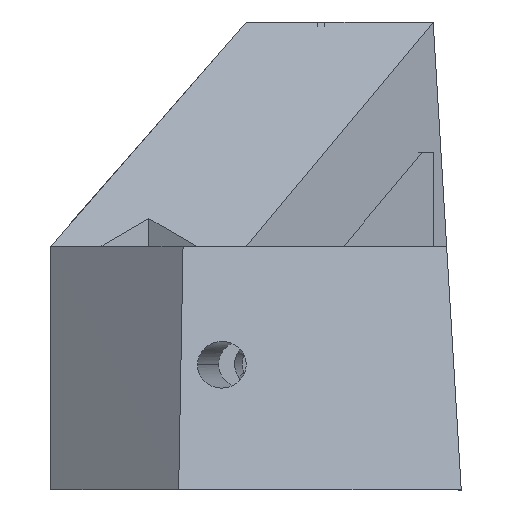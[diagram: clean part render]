
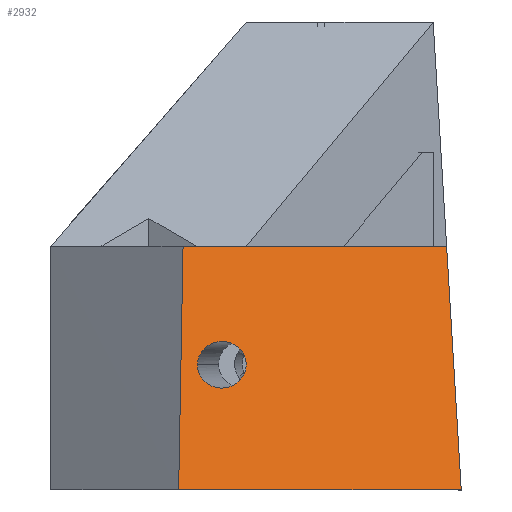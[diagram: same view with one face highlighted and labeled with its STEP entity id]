
A CAD part, left-side view. The second image highlights one B-rep face of the part: STEP entity #2932.
In plain terms, the highlighted planar face has unit normal (-0.89, -0.44, 0.114).
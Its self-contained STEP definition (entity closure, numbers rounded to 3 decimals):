
#54 = VERTEX_POINT ( 'NONE', #3555 ) ;
#109 = ORIENTED_EDGE ( 'NONE', *, *, #3142, .F. ) ;
#545 = VECTOR ( 'NONE', #2575, 1000. ) ;
#582 = EDGE_CURVE ( 'NONE', #3407, #5338, #2375, .T. ) ;
#732 = VERTEX_POINT ( 'NONE', #5081 ) ;
#1159 = CARTESIAN_POINT ( 'NONE',  ( -13.324, 19.35, 8.403 ) ) ;
#1313 = EDGE_CURVE ( 'NONE', #732, #54, #4184, .T. ) ;
#1483 = CARTESIAN_POINT ( 'NONE',  ( -7.891, 6.187, 0. ) ) ;
#1500 = EDGE_CURVE ( 'NONE', #3141, #54, #2297, .T. ) ;
#1567 = VERTEX_POINT ( 'NONE', #4121 ) ;
#1569 = CARTESIAN_POINT ( 'NONE',  ( -1.193, -0.59, 26.1 ) ) ;
#1573 = CARTESIAN_POINT ( 'NONE',  ( -10.077, 14.083, 13.408 ) ) ;
#1581 = CARTESIAN_POINT ( 'NONE',  ( -12.657, 19.298, 13.404 ) ) ;
#1603 = CARTESIAN_POINT ( 'NONE',  ( -15.372, 21.311, 0. ) ) ;
#1795 = CARTESIAN_POINT ( 'NONE',  ( -11.793, 20.841, 26.1 ) ) ;
#1810 = CARTESIAN_POINT ( 'NONE',  ( -4.382, 5.859, 26.1 ) ) ;
#1826 = EDGE_LOOP ( 'NONE', ( #4610, #109 ) ) ;
#1991 = DIRECTION ( 'NONE',  ( 0.443, -0.896, 0. ) ) ;
#2085 = EDGE_CURVE ( 'NONE', #1567, #732, #4676, .T. ) ;
#2180 = DIRECTION ( 'NONE',  ( -0.89, -0.44, 0.114 ) ) ;
#2225 = CARTESIAN_POINT ( 'NONE',  ( 2.104, -7.411, 25.499 ) ) ;
#2279 = ORIENTED_EDGE ( 'NONE', *, *, #1313, .F. ) ;
#2297 = LINE ( 'NONE', #1483, #4832 ) ;
#2356 = EDGE_CURVE ( 'NONE', #3141, #1567, #3506, .T. ) ;
#2375 =( BOUNDED_CURVE ( )  B_SPLINE_CURVE ( 3, ( #5046, #5428, #3745, #3797 ),
 .UNSPECIFIED., .F., .F. ) 
 B_SPLINE_CURVE_WITH_KNOTS ( ( 4, 4 ),
 ( 2.918, 6.06 ),
 .UNSPECIFIED. ) 
 CURVE ( )  GEOMETRIC_REPRESENTATION_ITEM ( )  RATIONAL_B_SPLINE_CURVE ( ( 1., 0.333, 0.333, 1. ) ) 
 REPRESENTATION_ITEM ( '' )  );
#2382 = EDGE_LOOP ( 'NONE', ( #4502, #4410, #4432, #2279 ) ) ;
#2427 = CARTESIAN_POINT ( 'NONE',  ( -15.372, 21.311, 0. ) ) ;
#2575 = DIRECTION ( 'NONE',  ( -0.098, -0.059, -0.993 ) ) ;
#2834 =( BOUNDED_CURVE ( )  B_SPLINE_CURVE ( 3, ( #4158, #1159, #3689, #1573 ),
 .UNSPECIFIED., .F., .F. ) 
 B_SPLINE_CURVE_WITH_KNOTS ( ( 4, 4 ),
 ( 6.06, 9.202 ),
 .UNSPECIFIED. ) 
 CURVE ( )  GEOMETRIC_REPRESENTATION_ITEM ( )  RATIONAL_B_SPLINE_CURVE ( ( 1., 0.333, 0.333, 1. ) ) 
 REPRESENTATION_ITEM ( '' )  );
#2932 = ADVANCED_FACE ( 'NONE', ( #5384, #4066 ), #5177, .T. ) ;
#3141 = VERTEX_POINT ( 'NONE', #1603 ) ;
#3142 = EDGE_CURVE ( 'NONE', #5338, #3407, #2834, .T. ) ;
#3407 = VERTEX_POINT ( 'NONE', #3933 ) ;
#3467 = AXIS2_PLACEMENT_3D ( 'NONE', #1810, #2180, #5214 ) ;
#3506 = B_SPLINE_CURVE_WITH_KNOTS ( 'NONE', 1,
 ( #2427, #1795 ),
 .UNSPECIFIED., .F., .F.,
 ( 2, 2 ),
 ( 0., 0.026 ),
 .UNSPECIFIED. ) ;
#3538 = VECTOR ( 'NONE', #1991, 1000. ) ;
#3555 = CARTESIAN_POINT ( 'NONE',  ( -0.41, -8.938, 0. ) ) ;
#3689 = CARTESIAN_POINT ( 'NONE',  ( -10.744, 14.134, 8.407 ) ) ;
#3745 = CARTESIAN_POINT ( 'NONE',  ( -11.99, 19.246, 18.405 ) ) ;
#3797 = CARTESIAN_POINT ( 'NONE',  ( -12.657, 19.298, 13.404 ) ) ;
#3933 = CARTESIAN_POINT ( 'NONE',  ( -10.077, 14.083, 13.408 ) ) ;
#4066 = FACE_OUTER_BOUND ( 'NONE', #2382, .T. ) ;
#4121 = CARTESIAN_POINT ( 'NONE',  ( -11.793, 20.841, 26.1 ) ) ;
#4158 = CARTESIAN_POINT ( 'NONE',  ( -12.657, 19.298, 13.404 ) ) ;
#4184 = LINE ( 'NONE', #2225, #545 ) ;
#4410 = ORIENTED_EDGE ( 'NONE', *, *, #2356, .F. ) ;
#4432 = ORIENTED_EDGE ( 'NONE', *, *, #1500, .T. ) ;
#4502 = ORIENTED_EDGE ( 'NONE', *, *, #2085, .F. ) ;
#4610 = ORIENTED_EDGE ( 'NONE', *, *, #582, .F. ) ;
#4676 = LINE ( 'NONE', #1569, #3538 ) ;
#4832 = VECTOR ( 'NONE', #4876, 1000. ) ;
#4876 = DIRECTION ( 'NONE',  ( 0.443, -0.896, 0. ) ) ;
#5046 = CARTESIAN_POINT ( 'NONE',  ( -10.077, 14.083, 13.408 ) ) ;
#5081 = CARTESIAN_POINT ( 'NONE',  ( 2.163, -7.375, 26.1 ) ) ;
#5177 = PLANE ( 'NONE',  #3467 ) ;
#5214 = DIRECTION ( 'NONE',  ( -0.341, 0.479, -0.809 ) ) ;
#5338 = VERTEX_POINT ( 'NONE', #1581 ) ;
#5384 = FACE_BOUND ( 'NONE', #1826, .T. ) ;
#5428 = CARTESIAN_POINT ( 'NONE',  ( -9.41, 14.031, 18.409 ) ) ;
